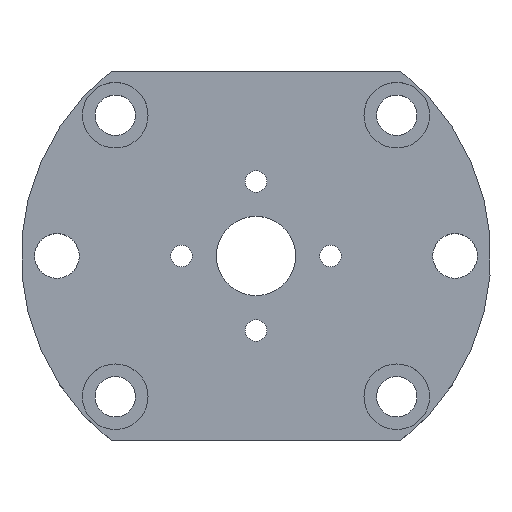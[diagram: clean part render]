
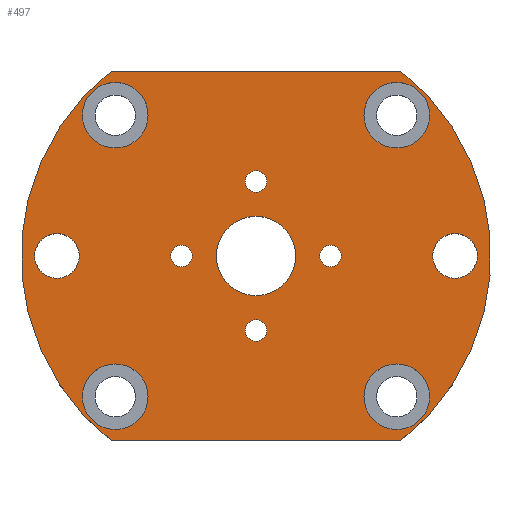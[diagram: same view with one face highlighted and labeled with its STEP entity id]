
A CAD part, top view. The second image highlights one B-rep face of the part: STEP entity #497.
In plain terms, the highlighted planar face has unit normal (0, 0, 1).
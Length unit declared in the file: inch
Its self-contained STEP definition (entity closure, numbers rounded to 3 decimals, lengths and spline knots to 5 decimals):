
#17=LINE('',#851,#25);
#21=LINE('',#862,#29);
#25=VECTOR('',#718,2.4318);
#29=VECTOR('',#730,2.43178);
#41=PLANE('',#574);
#70=FACE_BOUND('',#184,.T.);
#71=FACE_BOUND('',#185,.T.);
#72=FACE_BOUND('',#186,.T.);
#73=FACE_BOUND('',#187,.T.);
#74=FACE_BOUND('',#188,.T.);
#75=FACE_BOUND('',#189,.T.);
#76=FACE_BOUND('',#190,.T.);
#77=FACE_BOUND('',#191,.T.);
#78=FACE_BOUND('',#192,.T.);
#79=FACE_BOUND('',#193,.T.);
#80=FACE_BOUND('',#194,.T.);
#123=FACE_OUTER_BOUND('',#183,.T.);
#183=EDGE_LOOP('',(#415,#416,#417,#418));
#184=EDGE_LOOP('',(#419));
#185=EDGE_LOOP('',(#420));
#186=EDGE_LOOP('',(#421));
#187=EDGE_LOOP('',(#422));
#188=EDGE_LOOP('',(#423));
#189=EDGE_LOOP('',(#424));
#190=EDGE_LOOP('',(#425));
#191=EDGE_LOOP('',(#426));
#192=EDGE_LOOP('',(#427));
#193=EDGE_LOOP('',(#428));
#194=EDGE_LOOP('',(#429));
#207=CIRCLE('',#502,0.3325);
#212=CIRCLE('',#510,0.09);
#216=CIRCLE('',#517,0.09);
#220=CIRCLE('',#524,0.09);
#224=CIRCLE('',#531,0.09);
#226=CIRCLE('',#534,0.1875);
#228=CIRCLE('',#537,0.1875);
#231=CIRCLE('',#542,0.275);
#235=CIRCLE('',#549,0.275);
#239=CIRCLE('',#556,0.275);
#243=CIRCLE('',#563,0.275);
#245=CIRCLE('',#567,1.97);
#247=CIRCLE('',#571,1.97);
#249=VERTEX_POINT('',#738);
#254=VERTEX_POINT('',#751);
#258=VERTEX_POINT('',#762);
#262=VERTEX_POINT('',#773);
#266=VERTEX_POINT('',#784);
#268=VERTEX_POINT('',#789);
#270=VERTEX_POINT('',#794);
#273=VERTEX_POINT('',#802);
#277=VERTEX_POINT('',#813);
#281=VERTEX_POINT('',#824);
#285=VERTEX_POINT('',#835);
#287=VERTEX_POINT('',#841);
#288=VERTEX_POINT('',#842);
#291=VERTEX_POINT('',#850);
#293=VERTEX_POINT('',#856);
#295=EDGE_CURVE('',#249,#249,#207,.T.);
#300=EDGE_CURVE('',#254,#254,#212,.T.);
#304=EDGE_CURVE('',#258,#258,#216,.T.);
#308=EDGE_CURVE('',#262,#262,#220,.T.);
#312=EDGE_CURVE('',#266,#266,#224,.T.);
#314=EDGE_CURVE('',#268,#268,#226,.T.);
#316=EDGE_CURVE('',#270,#270,#228,.T.);
#319=EDGE_CURVE('',#273,#273,#231,.T.);
#323=EDGE_CURVE('',#277,#277,#235,.T.);
#327=EDGE_CURVE('',#281,#281,#239,.T.);
#331=EDGE_CURVE('',#285,#285,#243,.T.);
#333=EDGE_CURVE('',#287,#288,#245,.T.);
#337=EDGE_CURVE('',#288,#291,#17,.T.);
#340=EDGE_CURVE('',#291,#293,#247,.T.);
#343=EDGE_CURVE('',#293,#287,#21,.T.);
#415=ORIENTED_EDGE('',*,*,#333,.F.);
#416=ORIENTED_EDGE('',*,*,#343,.F.);
#417=ORIENTED_EDGE('',*,*,#340,.F.);
#418=ORIENTED_EDGE('',*,*,#337,.F.);
#419=ORIENTED_EDGE('',*,*,#295,.T.);
#420=ORIENTED_EDGE('',*,*,#300,.T.);
#421=ORIENTED_EDGE('',*,*,#304,.T.);
#422=ORIENTED_EDGE('',*,*,#308,.T.);
#423=ORIENTED_EDGE('',*,*,#312,.T.);
#424=ORIENTED_EDGE('',*,*,#314,.T.);
#425=ORIENTED_EDGE('',*,*,#316,.T.);
#426=ORIENTED_EDGE('',*,*,#319,.T.);
#427=ORIENTED_EDGE('',*,*,#323,.T.);
#428=ORIENTED_EDGE('',*,*,#327,.T.);
#429=ORIENTED_EDGE('',*,*,#331,.T.);
#497=ADVANCED_FACE('',(#123,#70,#71,#72,#73,#74,#75,#76,#77,#78,#79,#80),
#41,.T.);
#502=AXIS2_PLACEMENT_3D('',#739,#580,#581);
#510=AXIS2_PLACEMENT_3D('',#752,#596,#597);
#517=AXIS2_PLACEMENT_3D('',#763,#610,#611);
#524=AXIS2_PLACEMENT_3D('',#774,#624,#625);
#531=AXIS2_PLACEMENT_3D('',#785,#638,#639);
#534=AXIS2_PLACEMENT_3D('',#790,#644,#645);
#537=AXIS2_PLACEMENT_3D('',#795,#650,#651);
#542=AXIS2_PLACEMENT_3D('',#803,#660,#661);
#549=AXIS2_PLACEMENT_3D('',#814,#674,#675);
#556=AXIS2_PLACEMENT_3D('',#825,#688,#689);
#563=AXIS2_PLACEMENT_3D('',#836,#702,#703);
#567=AXIS2_PLACEMENT_3D('',#843,#710,#711);
#571=AXIS2_PLACEMENT_3D('',#857,#723,#724);
#574=AXIS2_PLACEMENT_3D('',#864,#732,#733);
#580=DIRECTION('center_axis',(0.,0.,
-1.));
#581=DIRECTION('ref_axis',(-1.,0.,0.));
#596=DIRECTION('center_axis',(0.,0.,
-1.));
#597=DIRECTION('ref_axis',(0.,-1.,0.));
#610=DIRECTION('center_axis',(0.,0.,
-1.));
#611=DIRECTION('ref_axis',(-1.,0.,0.));
#624=DIRECTION('center_axis',(0.,0.,
-1.));
#625=DIRECTION('ref_axis',(0.,1.,0.));
#638=DIRECTION('center_axis',(0.,0.,
-1.));
#639=DIRECTION('ref_axis',(1.,0.,0.));
#644=DIRECTION('center_axis',(0.,0.,
-1.));
#645=DIRECTION('ref_axis',(-1.,0.,0.));
#650=DIRECTION('center_axis',(0.,0.,
-1.));
#651=DIRECTION('ref_axis',(1.,0.,0.));
#660=DIRECTION('center_axis',(0.,0.,
-1.));
#661=DIRECTION('ref_axis',(0.,-1.,0.));
#674=DIRECTION('center_axis',(0.,0.,
-1.));
#675=DIRECTION('ref_axis',(-1.,0.,0.));
#688=DIRECTION('center_axis',(0.,0.,
-1.));
#689=DIRECTION('ref_axis',(0.,1.,0.));
#702=DIRECTION('center_axis',(0.,0.,
-1.));
#703=DIRECTION('ref_axis',(1.,0.,0.));
#710=DIRECTION('center_axis',(0.,0.,-1.));
#711=DIRECTION('ref_axis',(-0.617,0.787,0.));
#718=DIRECTION('',(-1.,0.,0.));
#723=DIRECTION('center_axis',(0.,0.,-1.));
#724=DIRECTION('ref_axis',(0.617,-0.787,0.));
#730=DIRECTION('',(1.,0.,0.));
#732=DIRECTION('center_axis',(0.,0.,
1.));
#733=DIRECTION('ref_axis',(1.,0.,0.));
#738=CARTESIAN_POINT('',(0.3325,0.,0.25));
#739=CARTESIAN_POINT('Origin',(0.,0.,
0.25));
#751=CARTESIAN_POINT('',(-0.625,0.09,0.25));
#752=CARTESIAN_POINT('Origin',(-0.625,0.,0.25));
#762=CARTESIAN_POINT('',(0.09,0.625,0.25));
#763=CARTESIAN_POINT('Origin',(0.,0.625,0.25));
#773=CARTESIAN_POINT('',(0.625,-0.09,0.25));
#774=CARTESIAN_POINT('Origin',(0.625,0.,0.25));
#784=CARTESIAN_POINT('',(-0.09,-0.625,0.25));
#785=CARTESIAN_POINT('Origin',(0.,-0.625,0.25));
#789=CARTESIAN_POINT('',(-1.8575,0.,0.25));
#790=CARTESIAN_POINT('Origin',(-1.67,0.,0.25));
#794=CARTESIAN_POINT('',(1.8575,0.,0.25));
#795=CARTESIAN_POINT('Origin',(1.67,0.,0.25));
#802=CARTESIAN_POINT('',(-1.18087,-1.45587,0.25));
#803=CARTESIAN_POINT('Origin',(-1.18087,-1.18087,0.25));
#813=CARTESIAN_POINT('',(-1.45587,1.18086,0.25));
#814=CARTESIAN_POINT('Origin',(-1.18087,1.18086,0.25));
#824=CARTESIAN_POINT('',(1.18087,1.45586,0.25));
#825=CARTESIAN_POINT('Origin',(1.18087,1.18086,0.25));
#835=CARTESIAN_POINT('',(1.45587,-1.18087,0.25));
#836=CARTESIAN_POINT('Origin',(1.18087,-1.18087,0.25));
#841=CARTESIAN_POINT('',(1.21589,1.55,0.25));
#842=CARTESIAN_POINT('',(1.2159,-1.55,0.25));
#843=CARTESIAN_POINT('Origin',(0.,0.,
0.25));
#850=CARTESIAN_POINT('',(-1.2159,-1.55,0.25));
#851=CARTESIAN_POINT('',(1.2159,-1.55,0.25));
#856=CARTESIAN_POINT('',(-1.21589,1.55,0.25));
#857=CARTESIAN_POINT('Origin',(0.,0.,0.25));
#862=CARTESIAN_POINT('',(-1.21589,1.55,0.25));
#864=CARTESIAN_POINT('Origin',(0.,0.,
0.25));
